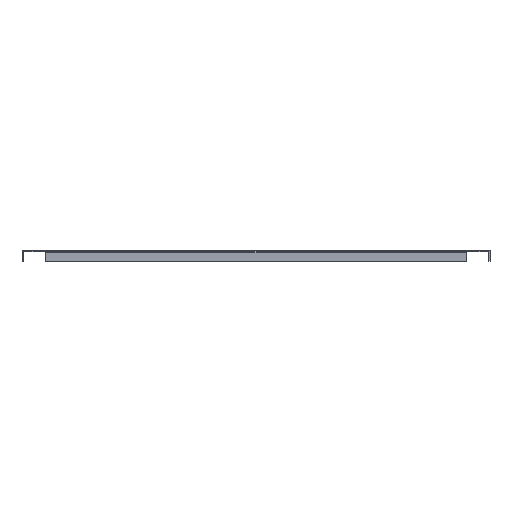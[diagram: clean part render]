
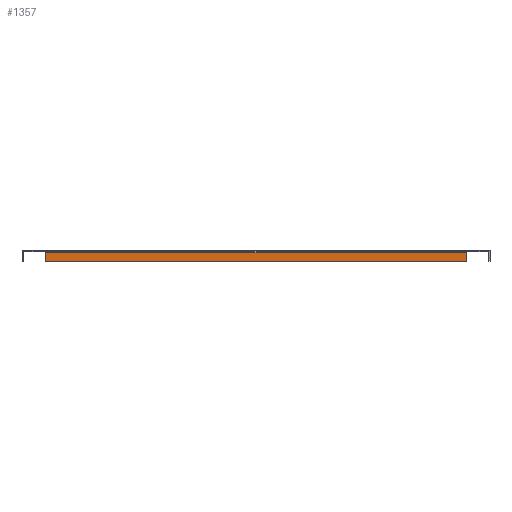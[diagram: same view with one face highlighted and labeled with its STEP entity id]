
A CAD part, front view. The second image highlights one B-rep face of the part: STEP entity #1357.
In plain terms, the highlighted planar face has unit normal (0, -1, 0).
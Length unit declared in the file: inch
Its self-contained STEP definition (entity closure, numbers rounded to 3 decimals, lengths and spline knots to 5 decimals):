
#15=LINE('',#1933,#167);
#16=LINE('',#1935,#168);
#17=LINE('',#1937,#169);
#18=LINE('',#1938,#170);
#167=VECTOR('',#1563,30.764);
#168=VECTOR('',#1564,0.66465);
#169=VECTOR('',#1565,30.764);
#170=VECTOR('',#1566,0.66465);
#319=PLANE('',#1437);
#409=FACE_OUTER_BOUND('',#483,.T.);
#483=EDGE_LOOP('',(#957,#958,#959,#960));
#629=VERTEX_POINT('',#1931);
#630=VERTEX_POINT('',#1932);
#631=VERTEX_POINT('',#1934);
#632=VERTEX_POINT('',#1936);
#765=EDGE_CURVE('',#629,#630,#15,.T.);
#766=EDGE_CURVE('',#629,#631,#16,.T.);
#767=EDGE_CURVE('',#632,#631,#17,.T.);
#768=EDGE_CURVE('',#632,#630,#18,.T.);
#957=ORIENTED_EDGE('',*,*,#765,.F.);
#958=ORIENTED_EDGE('',*,*,#766,.T.);
#959=ORIENTED_EDGE('',*,*,#767,.F.);
#960=ORIENTED_EDGE('',*,*,#768,.T.);
#1357=ADVANCED_FACE('',(#409),#319,.T.);
#1437=AXIS2_PLACEMENT_3D('',#1930,#1561,#1562);
#1561=DIRECTION('center_axis',(0.,-1.,0.));
#1562=DIRECTION('ref_axis',(0.,0.,-1.));
#1563=DIRECTION('',(1.,0.,0.));
#1564=DIRECTION('',(0.,0.,-1.));
#1565=DIRECTION('',(-1.,0.,0.));
#1566=DIRECTION('',(0.,0.,1.));
#1930=CARTESIAN_POINT('Origin',(32.482,0.,0.09375));
#1931=CARTESIAN_POINT('',(1.718,0.,-0.0156));
#1932=CARTESIAN_POINT('',(32.482,0.,-0.0156));
#1933=CARTESIAN_POINT('',(32.482,0.,-0.0156));
#1934=CARTESIAN_POINT('',(1.718,0.,-0.68025));
#1935=CARTESIAN_POINT('',(1.718,0.,-0.68025));
#1936=CARTESIAN_POINT('',(32.482,0.,-0.68025));
#1937=CARTESIAN_POINT('',(32.482,0.,-0.68025));
#1938=CARTESIAN_POINT('',(32.482,0.,-0.68025));
